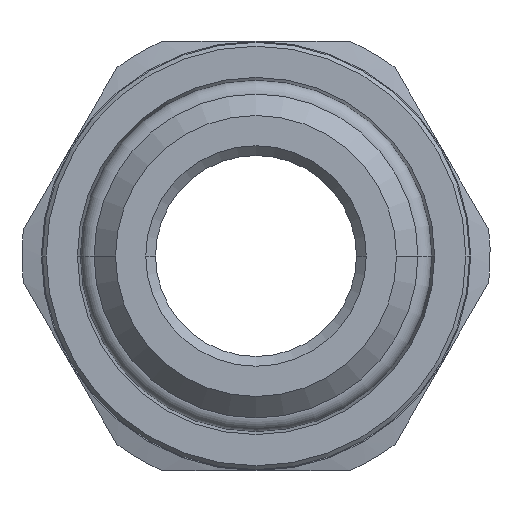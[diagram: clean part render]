
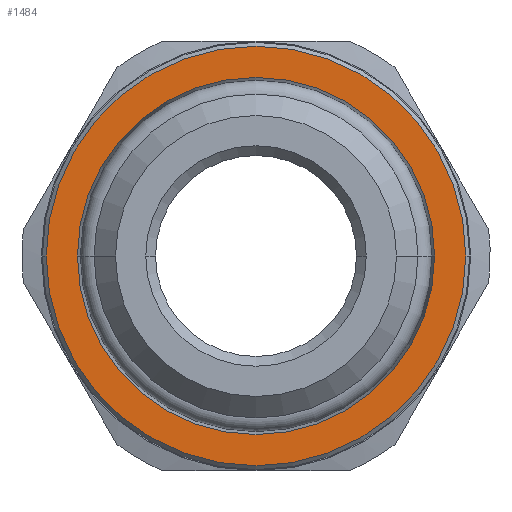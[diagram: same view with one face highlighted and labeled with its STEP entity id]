
A CAD part, front view. The second image highlights one B-rep face of the part: STEP entity #1484.
In plain terms, the highlighted planar face has unit normal (0, -1, 0).
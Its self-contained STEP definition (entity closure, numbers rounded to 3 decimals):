
#269=CARTESIAN_POINT('',(0.,0.,0.));
#270=DIRECTION('',(0.,1.,0.));
#271=DIRECTION('',(1.,0.,0.));
#272=AXIS2_PLACEMENT_3D('',#269,#270,#271);
#274=CARTESIAN_POINT('',(0.,0.,0.));
#275=DIRECTION('',(0.,1.,0.));
#276=DIRECTION('',(-1.,0.,0.));
#277=AXIS2_PLACEMENT_3D('',#274,#275,#276);
#279=CARTESIAN_POINT('',(0.,0.,0.));
#280=DIRECTION('',(0.,-1.,0.));
#281=DIRECTION('',(1.,0.,0.));
#282=AXIS2_PLACEMENT_3D('',#279,#280,#281);
#284=CARTESIAN_POINT('',(0.,0.,0.));
#285=DIRECTION('',(0.,-1.,0.));
#286=DIRECTION('',(-1.,0.,0.));
#287=AXIS2_PLACEMENT_3D('',#284,#285,#286);
#966=CARTESIAN_POINT('',(-9.15,0.,0.));
#967=VERTEX_POINT('',#966);
#970=CARTESIAN_POINT('',(9.15,0.,0.));
#971=VERTEX_POINT('',#970);
#992=CARTESIAN_POINT('',(10.75,0.,0.));
#993=CARTESIAN_POINT('',(-10.75,0.,0.));
#994=VERTEX_POINT('',#992);
#995=VERTEX_POINT('',#993);
#1468=CARTESIAN_POINT('',(0.,0.,0.));
#1469=DIRECTION('',(0.,-1.,0.));
#1470=DIRECTION('',(-1.,0.,0.));
#1471=AXIS2_PLACEMENT_3D('',#1468,#1469,#1470);
#1472=PLANE('',#1471);
#1474=ORIENTED_EDGE('',*,*,#1473,.F.);
#1475=ORIENTED_EDGE('',*,*,#1458,.F.);
#1476=EDGE_LOOP('',(#1474,#1475));
#1477=FACE_OUTER_BOUND('',#1476,.F.);
#1479=ORIENTED_EDGE('',*,*,#1478,.F.);
#1481=ORIENTED_EDGE('',*,*,#1480,.F.);
#1482=EDGE_LOOP('',(#1479,#1481));
#1483=FACE_BOUND('',#1482,.F.);
#1484=ADVANCED_FACE('',(#1477,#1483),#1472,.T.);
#273=CIRCLE('',#272,9.15);
#278=CIRCLE('',#277,9.15);
#283=CIRCLE('',#282,10.75);
#288=CIRCLE('',#287,10.75);
#1458=EDGE_CURVE('',#995,#994,#288,.T.);
#1473=EDGE_CURVE('',#994,#995,#283,.T.);
#1478=EDGE_CURVE('',#971,#967,#273,.T.);
#1480=EDGE_CURVE('',#967,#971,#278,.T.);
